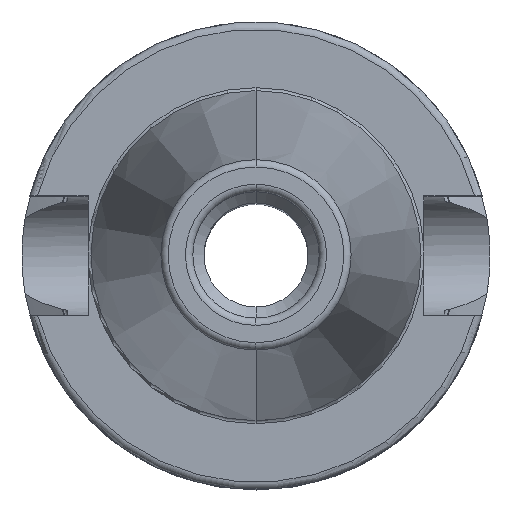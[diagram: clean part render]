
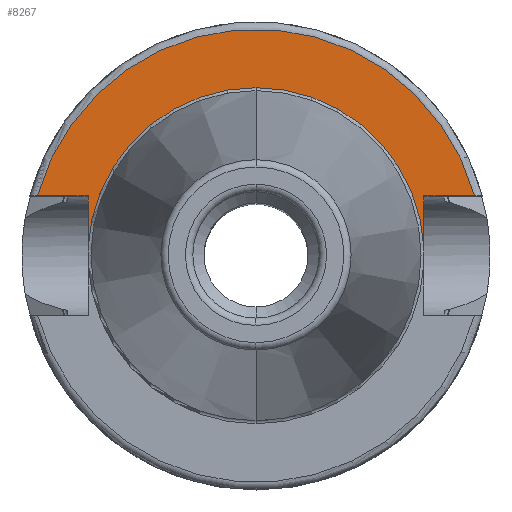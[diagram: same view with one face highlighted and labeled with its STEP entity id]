
A CAD part, top view. The second image highlights one B-rep face of the part: STEP entity #8267.
In plain terms, the highlighted planar face has unit normal (0, 0, 1).
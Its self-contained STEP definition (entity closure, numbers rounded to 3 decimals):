
#2420=DIRECTION('',(0,1,0));
#2421=VECTOR('',#2420,6.987);
#2422=CARTESIAN_POINT('',(-22.6,1.063,25));
#2423=LINE('',#2422,#2421);
#2424=DIRECTION('',(1,0,0));
#2425=VECTOR('',#2424,6.818);
#2426=CARTESIAN_POINT('',(-29.418,8.05,25));
#2427=LINE('',#2426,#2425);
#2428=DIRECTION('',(-1,0,0));
#2429=VECTOR('',#2428,6.818);
#2430=CARTESIAN_POINT('',(29.418,8.05,25));
#2431=LINE('',#2430,#2429);
#2432=DIRECTION('',(0,-1,0));
#2433=VECTOR('',#2432,6.987);
#2434=CARTESIAN_POINT('',(22.6,8.05,25));
#2435=LINE('',#2434,#2433);
#2442=CARTESIAN_POINT('',(0,0,25));
#2443=DIRECTION('',(0,0,1));
#2444=DIRECTION('',(0,1,0));
#2445=AXIS2_PLACEMENT_3D('',#2442,#2443,#2444);
#2473=CARTESIAN_POINT('',(0,0,25));
#2474=DIRECTION('',(0,0,-1));
#2475=DIRECTION('',(0,1,0));
#2476=AXIS2_PLACEMENT_3D('',#2473,#2474,#2475);
#2525=CARTESIAN_POINT('',(0,0,25));
#2526=DIRECTION('',(0,0,1));
#2527=DIRECTION('',(0.965,0.264,0));
#2528=AXIS2_PLACEMENT_3D('',#2525,#2526,#2527);
#3699=CARTESIAN_POINT('',(-22.6,1.063,25));
#3700=CARTESIAN_POINT('',(-22.6,8.05,25));
#3701=VERTEX_POINT('',#3699);
#3702=VERTEX_POINT('',#3700);
#3703=CARTESIAN_POINT('',(-29.418,8.05,25));
#3704=VERTEX_POINT('',#3703);
#3705=CARTESIAN_POINT('',(22.6,8.05,25));
#3706=CARTESIAN_POINT('',(22.6,1.063,25));
#3707=VERTEX_POINT('',#3705);
#3708=VERTEX_POINT('',#3706);
#3715=CARTESIAN_POINT('',(29.418,8.05,25));
#3716=VERTEX_POINT('',#3715);
#3763=CARTESIAN_POINT('',(0,22.625,25));
#3765=VERTEX_POINT('',#3763);
#8248=CARTESIAN_POINT('',(0,0,25));
#8249=DIRECTION('',(0,0,-1));
#8250=DIRECTION('',(0,-1,0));
#8251=AXIS2_PLACEMENT_3D('',#8248,#8249,#8250);
#8252=PLANE('',#8251);
#8253=ORIENTED_EDGE('',*,*,#8005,.T.);
#8254=ORIENTED_EDGE('',*,*,#8034,.F.);
#8256=ORIENTED_EDGE('',*,*,#8255,.F.);
#8258=ORIENTED_EDGE('',*,*,#8257,.T.);
#8260=ORIENTED_EDGE('',*,*,#8259,.T.);
#8262=ORIENTED_EDGE('',*,*,#8261,.F.);
#8264=ORIENTED_EDGE('',*,*,#8263,.T.);
#8265=EDGE_LOOP('',(#8253,#8254,#8256,#8258,#8260,#8262,#8264));
#8266=FACE_OUTER_BOUND('',#8265,.F.);
#8267=ADVANCED_FACE('',(#8266),#8252,.F.);
#2446=CIRCLE('',#2445,22.625);
#2477=CIRCLE('',#2476,22.625);
#2529=CIRCLE('',#2528,30.5);
#8005=EDGE_CURVE('',#3701,#3702,#2423,.T.);
#8034=EDGE_CURVE('',#3704,#3702,#2427,.T.);
#8255=EDGE_CURVE('',#3716,#3704,#2529,.T.);
#8257=EDGE_CURVE('',#3716,#3707,#2431,.T.);
#8259=EDGE_CURVE('',#3707,#3708,#2435,.T.);
#8261=EDGE_CURVE('',#3765,#3708,#2477,.T.);
#8263=EDGE_CURVE('',#3765,#3701,#2446,.T.);
